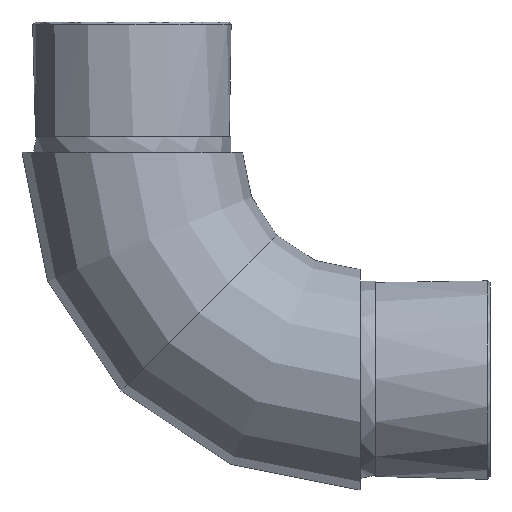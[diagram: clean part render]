
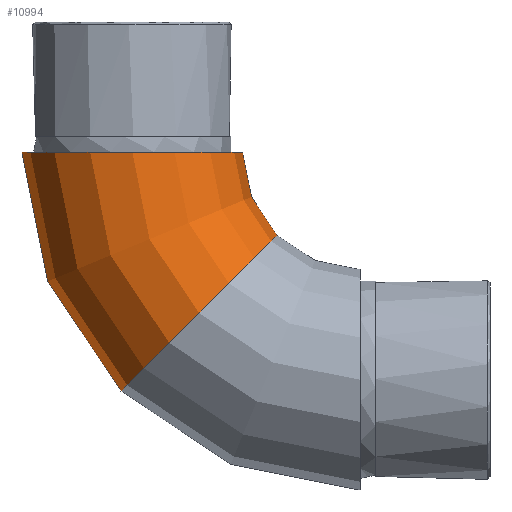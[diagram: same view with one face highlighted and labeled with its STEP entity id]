
A CAD part, left-side view. The second image highlights one B-rep face of the part: STEP entity #10994.
In plain terms, the highlighted toroidal (fillet/blend) face has major radius 43.8 mm and minor radius 21.2 mm.
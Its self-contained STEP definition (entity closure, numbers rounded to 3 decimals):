
#732 = EDGE_CURVE ( 'NONE', #944, #944, #14042, .T. ) ;
#896 = DIRECTION ( 'NONE',  ( 0., -0.707, 0.707 ) ) ;
#944 = VERTEX_POINT ( 'NONE', #11880 ) ;
#1457 = DIRECTION ( 'NONE',  ( 0., 0., 1. ) ) ;
#1850 = TOROIDAL_SURFACE ( 'NONE', #3003, 43.8, 21.2 ) ;
#2020 = CIRCLE ( 'NONE', #3052, 21.2 ) ;
#2458 = AXIS2_PLACEMENT_3D ( 'NONE', #16964, #10052, #896 ) ;
#2679 = FACE_OUTER_BOUND ( 'NONE', #11850, .T. ) ;
#3003 = AXIS2_PLACEMENT_3D ( 'NONE', #4035, #4090, #16110 ) ;
#3052 = AXIS2_PLACEMENT_3D ( 'NONE', #8148, #3110, #1457 ) ;
#3110 = DIRECTION ( 'NONE',  ( 0., 1., 0. ) ) ;
#4035 = CARTESIAN_POINT ( 'NONE',  ( 0., 0., 43.8 ) ) ;
#4090 = DIRECTION ( 'NONE',  ( -1., 0., 0. ) ) ;
#4810 = EDGE_CURVE ( 'NONE', #14599, #14599, #2020, .T. ) ;
#6053 = FACE_OUTER_BOUND ( 'NONE', #16749, .T. ) ;
#8148 = CARTESIAN_POINT ( 'NONE',  ( 0., 0., 0. ) ) ;
#10052 = DIRECTION ( 'NONE',  ( 0., 0.707, 0.707 ) ) ;
#10994 = ADVANCED_FACE ( 'NONE', ( #2679, #6053 ), #1850, .T. ) ;
#11850 = EDGE_LOOP ( 'NONE', ( #15347 ) ) ;
#11880 = CARTESIAN_POINT ( 'NONE',  ( 0., 15.981, 27.819 ) ) ;
#13640 = ORIENTED_EDGE ( 'NONE', *, *, #4810, .T. ) ;
#14042 = CIRCLE ( 'NONE', #2458, 21.2 ) ;
#14455 = CARTESIAN_POINT ( 'NONE',  ( 0., 0., 21.2 ) ) ;
#14599 = VERTEX_POINT ( 'NONE', #14455 ) ;
#15347 = ORIENTED_EDGE ( 'NONE', *, *, #732, .F. ) ;
#16110 = DIRECTION ( 'NONE',  ( 0., 0., 1. ) ) ;
#16749 = EDGE_LOOP ( 'NONE', ( #13640 ) ) ;
#16964 = CARTESIAN_POINT ( 'NONE',  ( 0., 30.971, 12.829 ) ) ;
